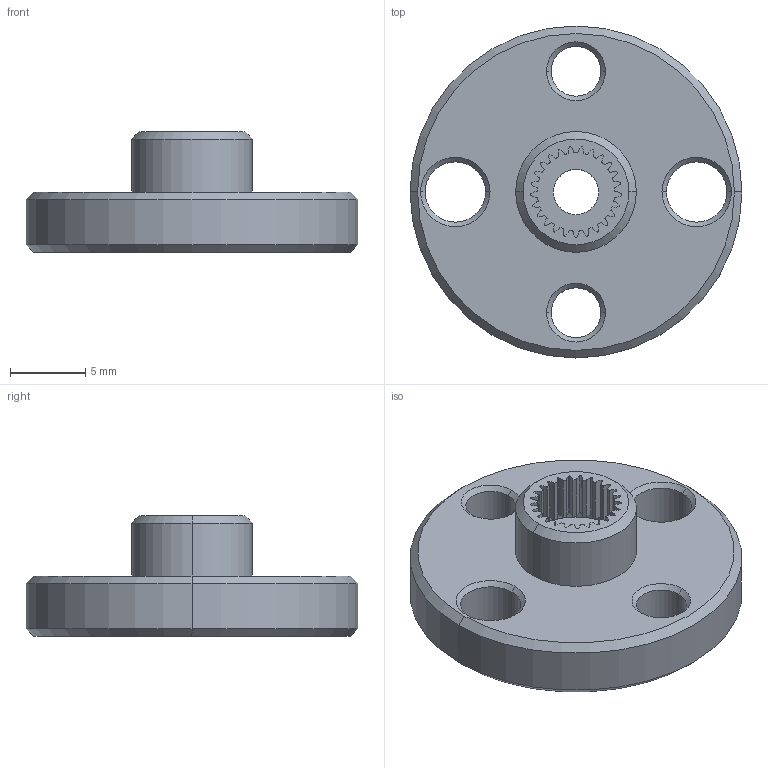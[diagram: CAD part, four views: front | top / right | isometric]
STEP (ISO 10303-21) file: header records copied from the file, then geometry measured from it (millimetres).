
FILE_DESCRIPTION (( 'STEP AP214' ), '1' );
FILE_NAME ('MG995 Servo Hub 嗆儂攫.step', '2016-10-28T07:04:05', ( 'dell' ), ( '' ), 'SwSTEP 2.0', 'SolidWorks 2013', '' );
FILE_SCHEMA (( 'AUTOMOTIVE_DESIGN' ));
Length unit declared in the file: millimetre
Products named in the file (1): MG995 Servo Hub 嗆儂攫
Bounding box: 22 x 22 x 8 mm (x, y, z)
Volume: 1354.2 mm3; surface area: 1344 mm2
Topology: 1 solids, 1 shells, 148 faces, 402 edges, 260 vertices
Faces by surface type: cylinder 68, bspline 50, cone 24, plane 6
Entity records: 10292 total; most frequent: CARTESIAN_POINT 6661, ORIENTED_EDGE 804, DIRECTION 660, EDGE_CURVE 402, VERTEX_POINT 260, AXIS2_PLACEMENT_3D 259, EDGE_LOOP 162, CIRCLE 160
